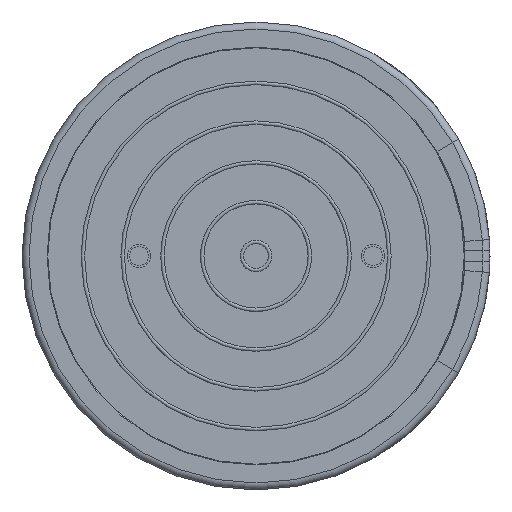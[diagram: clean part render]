
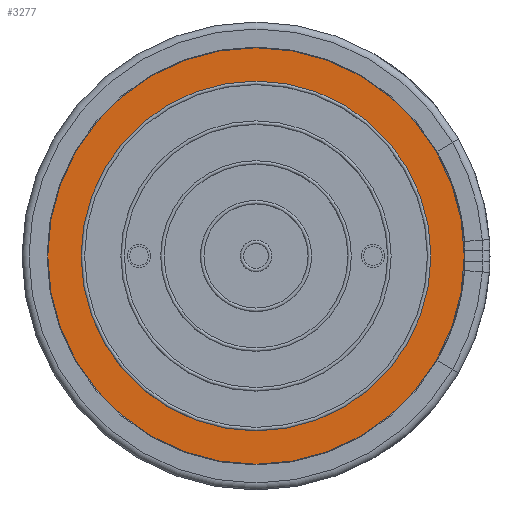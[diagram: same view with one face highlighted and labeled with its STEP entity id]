
A CAD part, front view. The second image highlights one B-rep face of the part: STEP entity #3277.
In plain terms, the highlighted planar face has unit normal (0, -1, 0).
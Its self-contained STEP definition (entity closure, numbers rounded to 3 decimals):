
#73=FACE_BOUND('',#502,.T.);
#228=PLANE('',#3655);
#349=FACE_OUTER_BOUND('',#501,.T.);
#501=EDGE_LOOP('',(#2944,#2945));
#502=EDGE_LOOP('',(#2946,#2947));
#977=CIRCLE('',#3566,8.9);
#978=CIRCLE('',#3567,8.9);
#1019=CIRCLE('',#3618,7.475);
#1020=CIRCLE('',#3619,7.475);
#1404=VERTEX_POINT('',#6288);
#1405=VERTEX_POINT('',#6290);
#1440=VERTEX_POINT('',#6386);
#1441=VERTEX_POINT('',#6387);
#1884=EDGE_CURVE('',#1404,#1405,#977,.T.);
#1885=EDGE_CURVE('',#1405,#1404,#978,.T.);
#1935=EDGE_CURVE('',#1440,#1441,#1019,.T.);
#1936=EDGE_CURVE('',#1441,#1440,#1020,.T.);
#2944=ORIENTED_EDGE('',*,*,#1885,.F.);
#2945=ORIENTED_EDGE('',*,*,#1884,.F.);
#2946=ORIENTED_EDGE('',*,*,#1935,.T.);
#2947=ORIENTED_EDGE('',*,*,#1936,.T.);
#3277=ADVANCED_FACE('',(#349,#73),#228,.T.);
#3566=AXIS2_PLACEMENT_3D('',#6291,#4312,#4313);
#3567=AXIS2_PLACEMENT_3D('',#6292,#4314,#4315);
#3618=AXIS2_PLACEMENT_3D('',#6388,#4425,#4426);
#3619=AXIS2_PLACEMENT_3D('',#6389,#4427,#4428);
#3655=AXIS2_PLACEMENT_3D('',#6453,#4505,#4506);
#4312=DIRECTION('center_axis',(0.,1.,0.));
#4313=DIRECTION('ref_axis',(1.,0.,0.));
#4314=DIRECTION('center_axis',(0.,1.,0.));
#4315=DIRECTION('ref_axis',(1.,0.,0.));
#4425=DIRECTION('center_axis',(0.,1.,0.));
#4426=DIRECTION('ref_axis',(-1.,0.,0.));
#4427=DIRECTION('center_axis',(0.,1.,0.));
#4428=DIRECTION('ref_axis',(-1.,0.,0.));
#4505=DIRECTION('center_axis',(0.,-1.,0.));
#4506=DIRECTION('ref_axis',(0.,0.,-1.));
#6288=CARTESIAN_POINT('',(-8.9,0.1,0.));
#6290=CARTESIAN_POINT('',(8.9,0.1,0.));
#6291=CARTESIAN_POINT('Origin',(0.,0.1,0.));
#6292=CARTESIAN_POINT('Origin',(0.,0.1,0.));
#6386=CARTESIAN_POINT('',(-7.475,0.1,0.));
#6387=CARTESIAN_POINT('',(7.475,0.1,0.));
#6388=CARTESIAN_POINT('Origin',(0.,0.1,0.));
#6389=CARTESIAN_POINT('Origin',(0.,0.1,0.));
#6453=CARTESIAN_POINT('Origin',(0.,0.1,0.));
